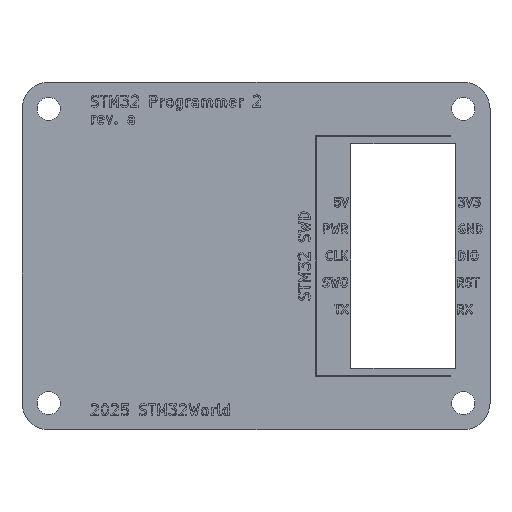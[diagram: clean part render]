
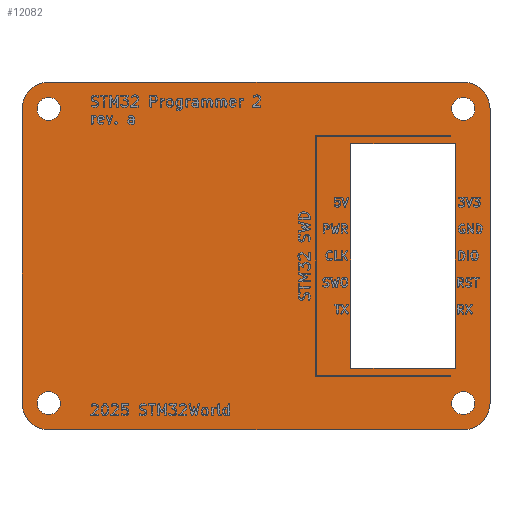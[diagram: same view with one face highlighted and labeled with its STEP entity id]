
A CAD part, top view. The second image highlights one B-rep face of the part: STEP entity #12082.
In plain terms, the highlighted planar face has unit normal (0, 0, 1).
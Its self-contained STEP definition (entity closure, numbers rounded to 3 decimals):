
#11855 = VERTEX_POINT('',#11856);
#11856 = CARTESIAN_POINT('',(143.51,-72.39,1.11));
#11862 = EDGE_CURVE('',#11855,#11863,#11865,.T.);
#11863 = VERTEX_POINT('',#11864);
#11864 = CARTESIAN_POINT('',(146.05,-74.93,1.11));
#11865 = CIRCLE('',#11866,2.54);
#11866 = AXIS2_PLACEMENT_3D('',#11867,#11868,#11869);
#11867 = CARTESIAN_POINT('',(143.51,-74.93,1.11));
#11868 = DIRECTION('',(0.,0.,-1.));
#11869 = DIRECTION('',(0.,1.,0.));
#11897 = VERTEX_POINT('',#11898);
#11898 = CARTESIAN_POINT('',(104.14,-72.39,1.11));
#11904 = EDGE_CURVE('',#11897,#11855,#11905,.T.);
#11905 = LINE('',#11906,#11907);
#11906 = CARTESIAN_POINT('',(104.14,-72.39,1.11));
#11907 = VECTOR('',#11908,1.);
#11908 = DIRECTION('',(1.,0.,0.));
#11926 = EDGE_CURVE('',#11863,#11927,#11929,.T.);
#11927 = VERTEX_POINT('',#11928);
#11928 = CARTESIAN_POINT('',(146.05,-102.87,1.11));
#11929 = LINE('',#11930,#11931);
#11930 = CARTESIAN_POINT('',(146.05,-74.93,1.11));
#11931 = VECTOR('',#11932,1.);
#11932 = DIRECTION('',(0.,-1.,0.));
#12082 = ADVANCED_FACE('',(#12083,#12129,#12140,#12151,#12162,#12196),
  #12207,.T.);
#12083 = FACE_BOUND('',#12084,.T.);
#12084 = EDGE_LOOP('',(#12085,#12086,#12087,#12096,#12104,#12113,#12121,
    #12128));
#12085 = ORIENTED_EDGE('',*,*,#11862,.F.);
#12086 = ORIENTED_EDGE('',*,*,#11904,.F.);
#12087 = ORIENTED_EDGE('',*,*,#12088,.F.);
#12088 = EDGE_CURVE('',#12089,#11897,#12091,.T.);
#12089 = VERTEX_POINT('',#12090);
#12090 = CARTESIAN_POINT('',(101.6,-74.93,1.11));
#12091 = CIRCLE('',#12092,2.54);
#12092 = AXIS2_PLACEMENT_3D('',#12093,#12094,#12095);
#12093 = CARTESIAN_POINT('',(104.14,-74.93,1.11));
#12094 = DIRECTION('',(0.,0.,-1.));
#12095 = DIRECTION('',(-1.,0.,0.));
#12096 = ORIENTED_EDGE('',*,*,#12097,.F.);
#12097 = EDGE_CURVE('',#12098,#12089,#12100,.T.);
#12098 = VERTEX_POINT('',#12099);
#12099 = CARTESIAN_POINT('',(101.6,-102.87,1.11));
#12100 = LINE('',#12101,#12102);
#12101 = CARTESIAN_POINT('',(101.6,-102.87,1.11));
#12102 = VECTOR('',#12103,1.);
#12103 = DIRECTION('',(0.,1.,0.));
#12104 = ORIENTED_EDGE('',*,*,#12105,.F.);
#12105 = EDGE_CURVE('',#12106,#12098,#12108,.T.);
#12106 = VERTEX_POINT('',#12107);
#12107 = CARTESIAN_POINT('',(104.14,-105.41,1.11));
#12108 = CIRCLE('',#12109,2.54);
#12109 = AXIS2_PLACEMENT_3D('',#12110,#12111,#12112);
#12110 = CARTESIAN_POINT('',(104.14,-102.87,1.11));
#12111 = DIRECTION('',(0.,0.,-1.));
#12112 = DIRECTION('',(0.,-1.,-0.));
#12113 = ORIENTED_EDGE('',*,*,#12114,.F.);
#12114 = EDGE_CURVE('',#12115,#12106,#12117,.T.);
#12115 = VERTEX_POINT('',#12116);
#12116 = CARTESIAN_POINT('',(143.51,-105.41,1.11));
#12117 = LINE('',#12118,#12119);
#12118 = CARTESIAN_POINT('',(143.51,-105.41,1.11));
#12119 = VECTOR('',#12120,1.);
#12120 = DIRECTION('',(-1.,0.,0.));
#12121 = ORIENTED_EDGE('',*,*,#12122,.F.);
#12122 = EDGE_CURVE('',#11927,#12115,#12123,.T.);
#12123 = CIRCLE('',#12124,2.54);
#12124 = AXIS2_PLACEMENT_3D('',#12125,#12126,#12127);
#12125 = CARTESIAN_POINT('',(143.51,-102.87,1.11));
#12126 = DIRECTION('',(0.,0.,-1.));
#12127 = DIRECTION('',(1.,0.,0.));
#12128 = ORIENTED_EDGE('',*,*,#11926,.F.);
#12129 = FACE_BOUND('',#12130,.T.);
#12130 = EDGE_LOOP('',(#12131));
#12131 = ORIENTED_EDGE('',*,*,#12132,.T.);
#12132 = EDGE_CURVE('',#12133,#12133,#12135,.T.);
#12133 = VERTEX_POINT('',#12134);
#12134 = CARTESIAN_POINT('',(104.14,-103.97,1.11));
#12135 = CIRCLE('',#12136,1.1);
#12136 = AXIS2_PLACEMENT_3D('',#12137,#12138,#12139);
#12137 = CARTESIAN_POINT('',(104.14,-102.87,1.11));
#12138 = DIRECTION('',(-0.,0.,-1.));
#12139 = DIRECTION('',(-0.,-1.,0.));
#12140 = FACE_BOUND('',#12141,.T.);
#12141 = EDGE_LOOP('',(#12142));
#12142 = ORIENTED_EDGE('',*,*,#12143,.T.);
#12143 = EDGE_CURVE('',#12144,#12144,#12146,.T.);
#12144 = VERTEX_POINT('',#12145);
#12145 = CARTESIAN_POINT('',(143.51,-103.97,1.11));
#12146 = CIRCLE('',#12147,1.1);
#12147 = AXIS2_PLACEMENT_3D('',#12148,#12149,#12150);
#12148 = CARTESIAN_POINT('',(143.51,-102.87,1.11));
#12149 = DIRECTION('',(-0.,0.,-1.));
#12150 = DIRECTION('',(0.,-1.,0.));
#12151 = FACE_BOUND('',#12152,.T.);
#12152 = EDGE_LOOP('',(#12153));
#12153 = ORIENTED_EDGE('',*,*,#12154,.T.);
#12154 = EDGE_CURVE('',#12155,#12155,#12157,.T.);
#12155 = VERTEX_POINT('',#12156);
#12156 = CARTESIAN_POINT('',(104.14,-76.03,1.11));
#12157 = CIRCLE('',#12158,1.1);
#12158 = AXIS2_PLACEMENT_3D('',#12159,#12160,#12161);
#12159 = CARTESIAN_POINT('',(104.14,-74.93,1.11));
#12160 = DIRECTION('',(-0.,0.,-1.));
#12161 = DIRECTION('',(-0.,-1.,0.));
#12162 = FACE_BOUND('',#12163,.T.);
#12163 = EDGE_LOOP('',(#12164,#12174,#12182,#12190));
#12164 = ORIENTED_EDGE('',*,*,#12165,.F.);
#12165 = EDGE_CURVE('',#12166,#12168,#12170,.T.);
#12166 = VERTEX_POINT('',#12167);
#12167 = CARTESIAN_POINT('',(132.842,-99.568,1.11));
#12168 = VERTEX_POINT('',#12169);
#12169 = CARTESIAN_POINT('',(142.748,-99.568,1.11));
#12170 = LINE('',#12171,#12172);
#12171 = CARTESIAN_POINT('',(132.842,-99.568,1.11));
#12172 = VECTOR('',#12173,1.);
#12173 = DIRECTION('',(1.,0.,0.));
#12174 = ORIENTED_EDGE('',*,*,#12175,.F.);
#12175 = EDGE_CURVE('',#12176,#12166,#12178,.T.);
#12176 = VERTEX_POINT('',#12177);
#12177 = CARTESIAN_POINT('',(132.842,-78.232,1.11));
#12178 = LINE('',#12179,#12180);
#12179 = CARTESIAN_POINT('',(132.842,-78.232,1.11));
#12180 = VECTOR('',#12181,1.);
#12181 = DIRECTION('',(0.,-1.,0.));
#12182 = ORIENTED_EDGE('',*,*,#12183,.F.);
#12183 = EDGE_CURVE('',#12184,#12176,#12186,.T.);
#12184 = VERTEX_POINT('',#12185);
#12185 = CARTESIAN_POINT('',(142.748,-78.232,1.11));
#12186 = LINE('',#12187,#12188);
#12187 = CARTESIAN_POINT('',(142.748,-78.232,1.11));
#12188 = VECTOR('',#12189,1.);
#12189 = DIRECTION('',(-1.,0.,0.));
#12190 = ORIENTED_EDGE('',*,*,#12191,.F.);
#12191 = EDGE_CURVE('',#12168,#12184,#12192,.T.);
#12192 = LINE('',#12193,#12194);
#12193 = CARTESIAN_POINT('',(142.748,-99.568,1.11));
#12194 = VECTOR('',#12195,1.);
#12195 = DIRECTION('',(0.,1.,0.));
#12196 = FACE_BOUND('',#12197,.T.);
#12197 = EDGE_LOOP('',(#12198));
#12198 = ORIENTED_EDGE('',*,*,#12199,.T.);
#12199 = EDGE_CURVE('',#12200,#12200,#12202,.T.);
#12200 = VERTEX_POINT('',#12201);
#12201 = CARTESIAN_POINT('',(143.51,-76.03,1.11));
#12202 = CIRCLE('',#12203,1.1);
#12203 = AXIS2_PLACEMENT_3D('',#12204,#12205,#12206);
#12204 = CARTESIAN_POINT('',(143.51,-74.93,1.11));
#12205 = DIRECTION('',(-0.,0.,-1.));
#12206 = DIRECTION('',(0.,-1.,0.));
#12207 = PLANE('',#12208);
#12208 = AXIS2_PLACEMENT_3D('',#12209,#12210,#12211);
#12209 = CARTESIAN_POINT('',(0.,0.,1.11));
#12210 = DIRECTION('',(0.,0.,1.));
#12211 = DIRECTION('',(1.,0.,-0.));
